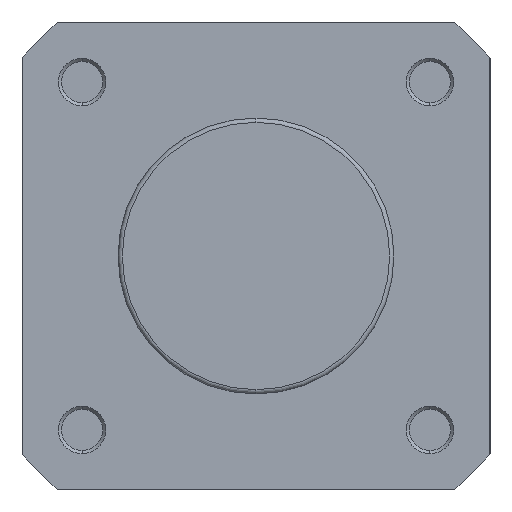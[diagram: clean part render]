
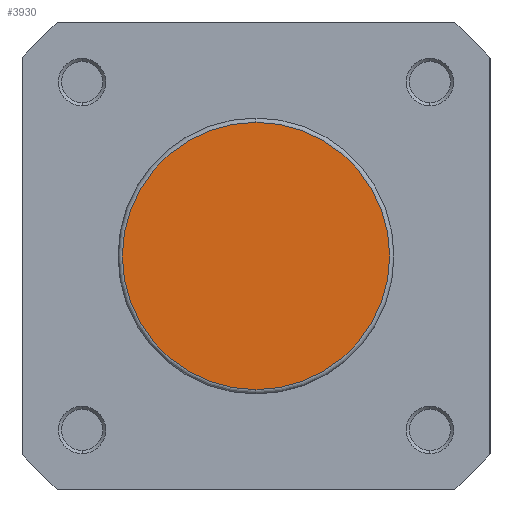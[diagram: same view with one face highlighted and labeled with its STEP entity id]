
A CAD part, left-side view. The second image highlights one B-rep face of the part: STEP entity #3930.
In plain terms, the highlighted planar face has unit normal (-1, 0, 0).
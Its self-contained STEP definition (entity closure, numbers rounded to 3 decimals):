
#160 = EDGE_CURVE ( 'NONE', #4120, #4121, #1973, .T. ) ;
#187 = EDGE_CURVE ( 'NONE', #4121, #4120, #2007, .T. ) ;
#409 = AXIS2_PLACEMENT_3D ( 'NONE', #4722, #4723, #4724 ) ;
#423 = AXIS2_PLACEMENT_3D ( 'NONE', #4793, #4795, #4796 ) ;
#619 = AXIS2_PLACEMENT_3D ( 'NONE', #2973, #2976, #2977 ) ;
#1082 = ORIENTED_EDGE ( 'NONE', *, *, #160, .T. ) ;
#1083 = ORIENTED_EDGE ( 'NONE', *, *, #187, .T. ) ;
#1973 = CIRCLE ( 'NONE', #409, 21.7 ) ;
#2007 = CIRCLE ( 'NONE', #423, 21.7 ) ;
#2257 = EDGE_LOOP ( 'NONE', ( #1083, #1082 ) ) ;
#2440 = FACE_OUTER_BOUND ( 'NONE', #2257, .T. ) ;
#2973 = CARTESIAN_POINT ( 'NONE',  ( 0., 22.4, 0. ) ) ;
#2974 = PLANE ( 'NONE',  #619 ) ;
#2976 = DIRECTION ( 'NONE',  ( 1., 0., 0. ) ) ;
#2977 = DIRECTION ( 'NONE',  ( 0., 0., -1. ) ) ;
#3364 = CARTESIAN_POINT ( 'NONE',  ( 0., 0., 21.7 ) ) ;
#3365 = CARTESIAN_POINT ( 'NONE',  ( 0., 0., -21.7 ) ) ;
#3930 = ADVANCED_FACE ( 'NONE', ( #2440 ), #2974, .F. ) ;
#4120 = VERTEX_POINT ( 'NONE', #3364 ) ;
#4121 = VERTEX_POINT ( 'NONE', #3365 ) ;
#4722 = CARTESIAN_POINT ( 'NONE',  ( 0., 0., 0. ) ) ;
#4723 = DIRECTION ( 'NONE',  ( -1., 0., 0. ) ) ;
#4724 = DIRECTION ( 'NONE',  ( 0., 0., -1. ) ) ;
#4793 = CARTESIAN_POINT ( 'NONE',  ( 0., 0., 0. ) ) ;
#4795 = DIRECTION ( 'NONE',  ( -1., 0., 0. ) ) ;
#4796 = DIRECTION ( 'NONE',  ( 0., 0., -1. ) ) ;
